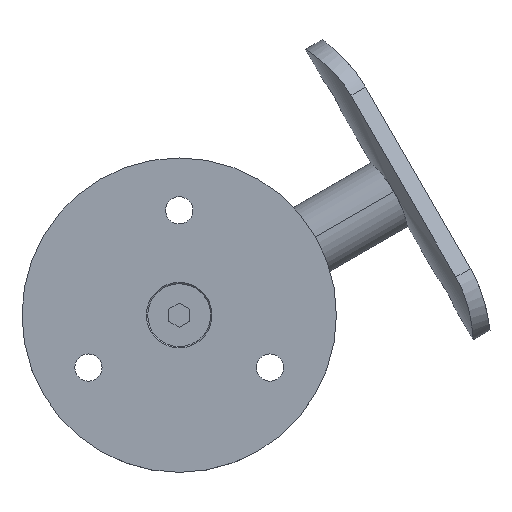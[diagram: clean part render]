
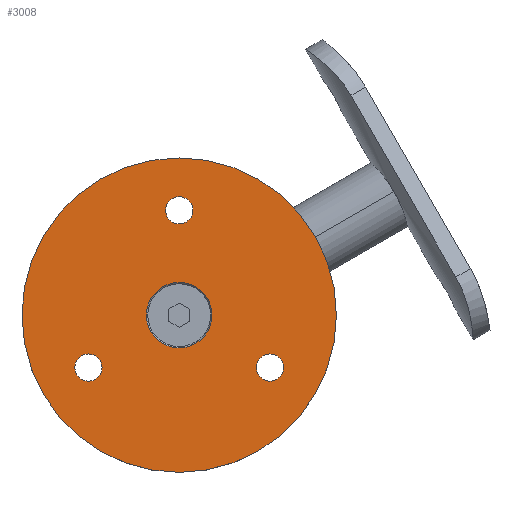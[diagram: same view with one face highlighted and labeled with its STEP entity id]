
A CAD part, top view. The second image highlights one B-rep face of the part: STEP entity #3008.
In plain terms, the highlighted planar face has unit normal (0, 0, 1).
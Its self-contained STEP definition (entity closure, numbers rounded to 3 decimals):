
#59 = VERTEX_POINT ( 'NONE', #762 ) ;
#67 = DIRECTION ( 'NONE',  ( 0., 0., 1. ) ) ;
#142 = CARTESIAN_POINT ( 'NONE',  ( -17.321, -10., 5. ) ) ;
#154 = AXIS2_PLACEMENT_3D ( 'NONE', #3269, #568, #2271 ) ;
#166 = CIRCLE ( 'NONE', #154, 30. ) ;
#175 = DIRECTION ( 'NONE',  ( 1., 0., 0. ) ) ;
#193 = CARTESIAN_POINT ( 'NONE',  ( 6.25, 0., 5. ) ) ;
#252 = VERTEX_POINT ( 'NONE', #1364 ) ;
#274 = EDGE_LOOP ( 'NONE', ( #3043, #1172 ) ) ;
#280 = DIRECTION ( 'NONE',  ( -1., 0., 0. ) ) ;
#436 = ORIENTED_EDGE ( 'NONE', *, *, #3253, .F. ) ;
#466 = EDGE_CURVE ( 'NONE', #1602, #4293, #3046, .T. ) ;
#560 = PLANE ( 'NONE',  #1262 ) ;
#568 = DIRECTION ( 'NONE',  ( 0., 0., 1. ) ) ;
#578 = EDGE_CURVE ( 'NONE', #3728, #2212, #1949, .T. ) ;
#630 = CARTESIAN_POINT ( 'NONE',  ( 0., 20., 5. ) ) ;
#656 = EDGE_CURVE ( 'NONE', #252, #1031, #2171, .T. ) ;
#680 = CIRCLE ( 'NONE', #1479, 6.25 ) ;
#710 = DIRECTION ( 'NONE',  ( -1., 0., 0. ) ) ;
#762 = CARTESIAN_POINT ( 'NONE',  ( 19.921, -10., 5. ) ) ;
#791 = ORIENTED_EDGE ( 'NONE', *, *, #656, .T. ) ;
#812 = CARTESIAN_POINT ( 'NONE',  ( 0., 0., 5. ) ) ;
#860 = CARTESIAN_POINT ( 'NONE',  ( -17.321, -10., 5. ) ) ;
#968 = CIRCLE ( 'NONE', #3726, 2.6 ) ;
#1013 = AXIS2_PLACEMENT_3D ( 'NONE', #860, #2174, #1226 ) ;
#1031 = VERTEX_POINT ( 'NONE', #2770 ) ;
#1035 = DIRECTION ( 'NONE',  ( -1., 0., 0. ) ) ;
#1172 = ORIENTED_EDGE ( 'NONE', *, *, #466, .T. ) ;
#1212 = DIRECTION ( 'NONE',  ( 0., 0., 1. ) ) ;
#1217 = DIRECTION ( 'NONE',  ( 0., 0., -1. ) ) ;
#1226 = DIRECTION ( 'NONE',  ( -1., 0., 0. ) ) ;
#1262 = AXIS2_PLACEMENT_3D ( 'NONE', #812, #3574, #1937 ) ;
#1285 = EDGE_LOOP ( 'NONE', ( #436, #2620 ) ) ;
#1364 = CARTESIAN_POINT ( 'NONE',  ( -14.721, -10., 5. ) ) ;
#1435 = EDGE_CURVE ( 'NONE', #1468, #59, #4274, .T. ) ;
#1449 = CIRCLE ( 'NONE', #3973, 2.6 ) ;
#1468 = VERTEX_POINT ( 'NONE', #2160 ) ;
#1479 = AXIS2_PLACEMENT_3D ( 'NONE', #4130, #67, #2122 ) ;
#1488 = ORIENTED_EDGE ( 'NONE', *, *, #1435, .T. ) ;
#1497 = CARTESIAN_POINT ( 'NONE',  ( 0., 0., 5. ) ) ;
#1518 = VERTEX_POINT ( 'NONE', #3363 ) ;
#1547 = CIRCLE ( 'NONE', #4079, 2.6 ) ;
#1602 = VERTEX_POINT ( 'NONE', #3722 ) ;
#1632 = CARTESIAN_POINT ( 'NONE',  ( 0., 0., 5. ) ) ;
#1804 = AXIS2_PLACEMENT_3D ( 'NONE', #1497, #1212, #175 ) ;
#1818 = CARTESIAN_POINT ( 'NONE',  ( -30., 0., 5. ) ) ;
#1873 = CARTESIAN_POINT ( 'NONE',  ( 2.6, 20., 5. ) ) ;
#1907 = CARTESIAN_POINT ( 'NONE',  ( 17.321, -10., 5. ) ) ;
#1937 = DIRECTION ( 'NONE',  ( 1., 0., 0. ) ) ;
#1949 = CIRCLE ( 'NONE', #4323, 6.25 ) ;
#1965 = DIRECTION ( 'NONE',  ( -1., 0., 0. ) ) ;
#2009 = DIRECTION ( 'NONE',  ( 0., 0., -1. ) ) ;
#2122 = DIRECTION ( 'NONE',  ( 1., 0., 0. ) ) ;
#2132 = EDGE_CURVE ( 'NONE', #1031, #252, #968, .T. ) ;
#2160 = CARTESIAN_POINT ( 'NONE',  ( 14.721, -10., 5. ) ) ;
#2171 = CIRCLE ( 'NONE', #1013, 2.6 ) ;
#2174 = DIRECTION ( 'NONE',  ( 0., 0., -1. ) ) ;
#2191 = FACE_OUTER_BOUND ( 'NONE', #274, .T. ) ;
#2212 = VERTEX_POINT ( 'NONE', #193 ) ;
#2271 = DIRECTION ( 'NONE',  ( 1., 0., 0. ) ) ;
#2289 = VERTEX_POINT ( 'NONE', #1873 ) ;
#2307 = EDGE_CURVE ( 'NONE', #4293, #1602, #166, .T. ) ;
#2427 = FACE_BOUND ( 'NONE', #4336, .T. ) ;
#2475 = FACE_BOUND ( 'NONE', #4111, .T. ) ;
#2526 = DIRECTION ( 'NONE',  ( -1., 0., 0. ) ) ;
#2564 = ORIENTED_EDGE ( 'NONE', *, *, #3333, .T. ) ;
#2620 = ORIENTED_EDGE ( 'NONE', *, *, #578, .F. ) ;
#2642 = ORIENTED_EDGE ( 'NONE', *, *, #4116, .T. ) ;
#2674 = DIRECTION ( 'NONE',  ( 0., 0., 1. ) ) ;
#2770 = CARTESIAN_POINT ( 'NONE',  ( -19.921, -10., 5. ) ) ;
#3008 = ADVANCED_FACE ( 'NONE', ( #2475, #3846, #2427, #3238, #2191 ), #560, .T. ) ;
#3043 = ORIENTED_EDGE ( 'NONE', *, *, #2307, .T. ) ;
#3046 = CIRCLE ( 'NONE', #1804, 30. ) ;
#3119 = AXIS2_PLACEMENT_3D ( 'NONE', #630, #2009, #280 ) ;
#3134 = CARTESIAN_POINT ( 'NONE',  ( -6.25, 0., 5. ) ) ;
#3238 = FACE_BOUND ( 'NONE', #1285, .T. ) ;
#3253 = EDGE_CURVE ( 'NONE', #2212, #3728, #680, .T. ) ;
#3269 = CARTESIAN_POINT ( 'NONE',  ( 0., 0., 5. ) ) ;
#3278 = EDGE_LOOP ( 'NONE', ( #3413, #791 ) ) ;
#3333 = EDGE_CURVE ( 'NONE', #59, #1468, #1547, .T. ) ;
#3363 = CARTESIAN_POINT ( 'NONE',  ( -2.6, 20., 5. ) ) ;
#3405 = CIRCLE ( 'NONE', #3119, 2.6 ) ;
#3413 = ORIENTED_EDGE ( 'NONE', *, *, #2132, .T. ) ;
#3424 = AXIS2_PLACEMENT_3D ( 'NONE', #3812, #3451, #710 ) ;
#3451 = DIRECTION ( 'NONE',  ( 0., 0., -1. ) ) ;
#3481 = ORIENTED_EDGE ( 'NONE', *, *, #4113, .T. ) ;
#3574 = DIRECTION ( 'NONE',  ( 0., 0., 1. ) ) ;
#3603 = DIRECTION ( 'NONE',  ( 0., 0., -1. ) ) ;
#3722 = CARTESIAN_POINT ( 'NONE',  ( 30., 0., 5. ) ) ;
#3726 = AXIS2_PLACEMENT_3D ( 'NONE', #142, #3603, #1965 ) ;
#3728 = VERTEX_POINT ( 'NONE', #3134 ) ;
#3812 = CARTESIAN_POINT ( 'NONE',  ( 17.321, -10., 5. ) ) ;
#3846 = FACE_BOUND ( 'NONE', #3278, .T. ) ;
#3973 = AXIS2_PLACEMENT_3D ( 'NONE', #4132, #4414, #1035 ) ;
#4055 = DIRECTION ( 'NONE',  ( 1., 0., 0. ) ) ;
#4079 = AXIS2_PLACEMENT_3D ( 'NONE', #1907, #1217, #2526 ) ;
#4111 = EDGE_LOOP ( 'NONE', ( #1488, #2564 ) ) ;
#4113 = EDGE_CURVE ( 'NONE', #1518, #2289, #3405, .T. ) ;
#4116 = EDGE_CURVE ( 'NONE', #2289, #1518, #1449, .T. ) ;
#4130 = CARTESIAN_POINT ( 'NONE',  ( 0., 0., 5. ) ) ;
#4132 = CARTESIAN_POINT ( 'NONE',  ( 0., 20., 5. ) ) ;
#4274 = CIRCLE ( 'NONE', #3424, 2.6 ) ;
#4293 = VERTEX_POINT ( 'NONE', #1818 ) ;
#4323 = AXIS2_PLACEMENT_3D ( 'NONE', #1632, #2674, #4055 ) ;
#4336 = EDGE_LOOP ( 'NONE', ( #3481, #2642 ) ) ;
#4414 = DIRECTION ( 'NONE',  ( 0., 0., -1. ) ) ;
